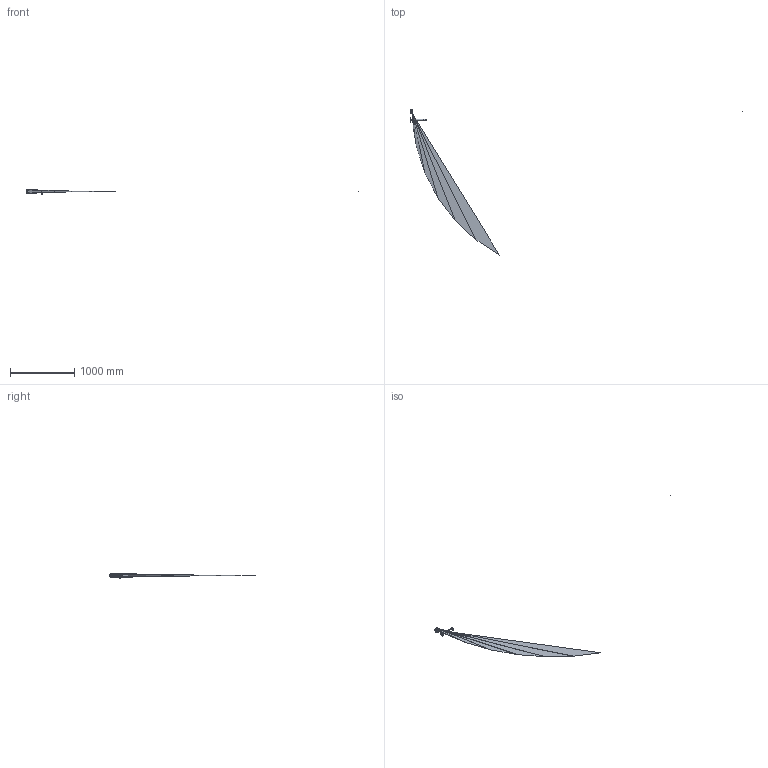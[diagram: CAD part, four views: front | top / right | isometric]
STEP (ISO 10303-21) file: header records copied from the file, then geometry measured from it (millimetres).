
FILE_DESCRIPTION(/* description */ ('Unknown'),/* implementation_level */ '2;1');
FILE_NAME(/* name */ 'GY005D-25-00',/* time_stamp */ '2024-12-16T12:32:03+01:00',/* author */ ('Unknown'),/* organization */ ('Unknown'),/* preprocessor_version */ 'ST-DEVELOPER v19.4',/* originating_system */ 'Solid Edge',/* authorisation */ 'Unknown');
FILE_SCHEMA (('AUTOMOTIVE_DESIGN {1 0 10303 214 3 1 1}'));
Products named in the file (11): GY005DEXT25-00; GY005-002_oa_0; GY005-02; GY095-25-00_oa_1; CZ095-02; GY095-002; GY095-02; CB095-16; CB003-002_oa_2; CB003-002-1; CZ031-10
Assembly tree (10 placements, depth 4):
  GY005DEXT25-00
    GY005-002_oa_0
      GY005-02
    GY095-25-00_oa_1
      CZ095-02
      GY095-002
        GY095-02
        CB095-16
      CB003-002_oa_2
        CB003-002-1
    CZ031-10
Bounding box: 5155.02 x 2560.29 x 80.25 mm (x, y, z)
Surface area: 80850110.7 mm2
Topology: 6 solids, 6 shells, 6225 faces, 17816 edges, 11385 vertices
Faces by surface type: cylinder 3346, plane 1819, bspline 543, sphere 242, torus 151, cone 124
Full cylindrical faces by diameter (mm): 3.3 x1, 4.5 x1, 11 x1, 12.196 x1, 13.464 x1, 14.577 x1, 15.033 x1, 15.218 x1, 15.229 x1, 16 x6, 16.1 x1, 16.3 x2, 16.5 x1, 16.75 x1, 20 x2, 20.5 x1, 25 x1, 29 x1, 49 x1, 56.4 x1, 58.5 x1, 60.5 x1, 60.983 x1, 62 x1, 64 x2
Entity records: 259581 total; most frequent: CARTESIAN_POINT 74238, ORIENTED_EDGE 34888, DIRECTION 22749, EDGE_CURVE 17444, VERTEX_POINT 11337, B_SPLINE_CURVE_WITH_KNOTS 9102, AXIS2_PLACEMENT_3D 8736, FACE_BOUND 6331
